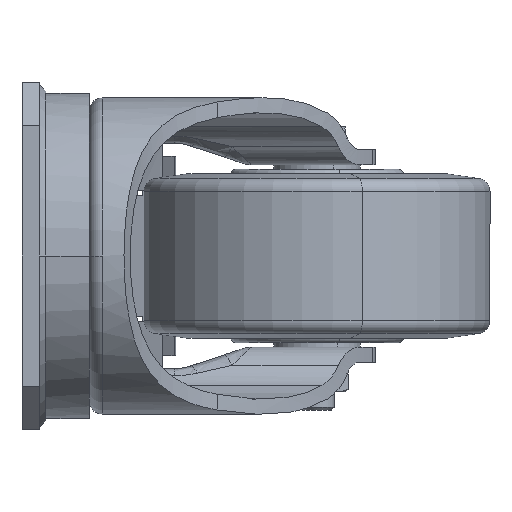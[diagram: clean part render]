
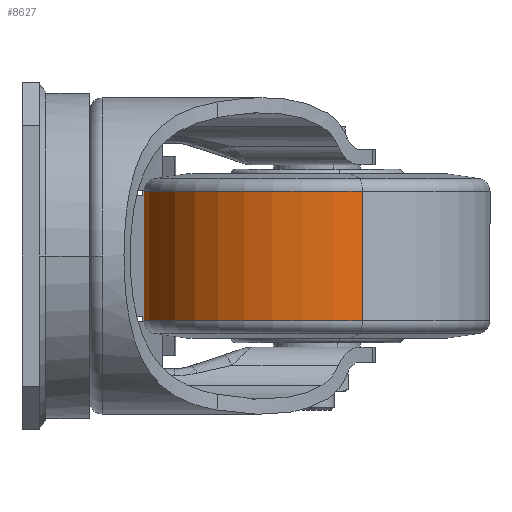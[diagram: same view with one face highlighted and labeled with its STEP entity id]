
A CAD part, left-side view. The second image highlights one B-rep face of the part: STEP entity #8627.
In plain terms, the highlighted cylindrical face has radius 40 mm (diameter 80 mm), a partial arc.
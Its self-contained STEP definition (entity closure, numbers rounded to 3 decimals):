
#14 = CARTESIAN_POINT ( 'NONE',  ( 40., -68., -14.898 ) ) ;
#264 = CARTESIAN_POINT ( 'NONE',  ( 78.617, -57.572, -14.898 ) ) ;
#1173 = ORIENTED_EDGE ( 'NONE', *, *, #5823, .T. ) ;
#1367 = DIRECTION ( 'NONE',  ( 0., 0., -1. ) ) ;
#1594 = EDGE_LOOP ( 'NONE', ( #12699, #12598, #1173, #18621 ) ) ;
#2104 = CARTESIAN_POINT ( 'NONE',  ( 1.383, -78.428, -14.898 ) ) ;
#2729 = CARTESIAN_POINT ( 'NONE',  ( 78.617, -57.572, 14.898 ) ) ;
#2877 = CARTESIAN_POINT ( 'NONE',  ( 1.383, -78.428, -40.585 ) ) ;
#4172 = DIRECTION ( 'NONE',  ( -0.965, -0.261, 0. ) ) ;
#4607 = VERTEX_POINT ( 'NONE', #2104 ) ;
#4663 = VECTOR ( 'NONE', #7647, 1000. ) ;
#4766 = CARTESIAN_POINT ( 'NONE',  ( 78.617, -57.572, -40.585 ) ) ;
#5823 = EDGE_CURVE ( 'NONE', #16759, #8997, #6332, .T. ) ;
#6087 = EDGE_CURVE ( 'NONE', #7022, #16759, #14316, .T. ) ;
#6276 = FACE_OUTER_BOUND ( 'NONE', #1594, .T. ) ;
#6332 = LINE ( 'NONE', #4766, #4663 ) ;
#6361 = CYLINDRICAL_SURFACE ( 'NONE', #13072, 40. ) ;
#7022 = VERTEX_POINT ( 'NONE', #10946 ) ;
#7409 = DIRECTION ( 'NONE',  ( 0., 0., 1. ) ) ;
#7647 = DIRECTION ( 'NONE',  ( 0., 0., -1. ) ) ;
#8627 = ADVANCED_FACE ( 'NONE', ( #6276 ), #6361, .T. ) ;
#8997 = VERTEX_POINT ( 'NONE', #264 ) ;
#10833 = DIRECTION ( 'NONE',  ( 0., 0., -1. ) ) ;
#10946 = CARTESIAN_POINT ( 'NONE',  ( 1.383, -78.428, 14.898 ) ) ;
#11204 = VECTOR ( 'NONE', #1367, 1000. ) ;
#11632 = EDGE_CURVE ( 'NONE', #7022, #4607, #18532, .T. ) ;
#12598 = ORIENTED_EDGE ( 'NONE', *, *, #6087, .T. ) ;
#12699 = ORIENTED_EDGE ( 'NONE', *, *, #11632, .F. ) ;
#13072 = AXIS2_PLACEMENT_3D ( 'NONE', #14211, #16948, #14032 ) ;
#13413 = AXIS2_PLACEMENT_3D ( 'NONE', #17840, #10833, #13693 ) ;
#13693 = DIRECTION ( 'NONE',  ( -0.965, -0.261, 0. ) ) ;
#14032 = DIRECTION ( 'NONE',  ( 0.965, 0.261, 0. ) ) ;
#14211 = CARTESIAN_POINT ( 'NONE',  ( 40., -68., -40.585 ) ) ;
#14316 = CIRCLE ( 'NONE', #13413, 40. ) ;
#16055 = CIRCLE ( 'NONE', #17836, 40. ) ;
#16719 = EDGE_CURVE ( 'NONE', #8997, #4607, #16055, .T. ) ;
#16759 = VERTEX_POINT ( 'NONE', #2729 ) ;
#16948 = DIRECTION ( 'NONE',  ( 0., 0., -1. ) ) ;
#17836 = AXIS2_PLACEMENT_3D ( 'NONE', #14, #7409, #4172 ) ;
#17840 = CARTESIAN_POINT ( 'NONE',  ( 40., -68., 14.898 ) ) ;
#18532 = LINE ( 'NONE', #2877, #11204 ) ;
#18621 = ORIENTED_EDGE ( 'NONE', *, *, #16719, .T. ) ;
